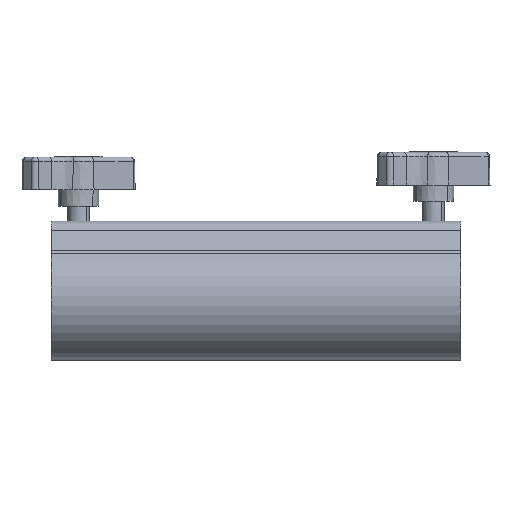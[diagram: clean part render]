
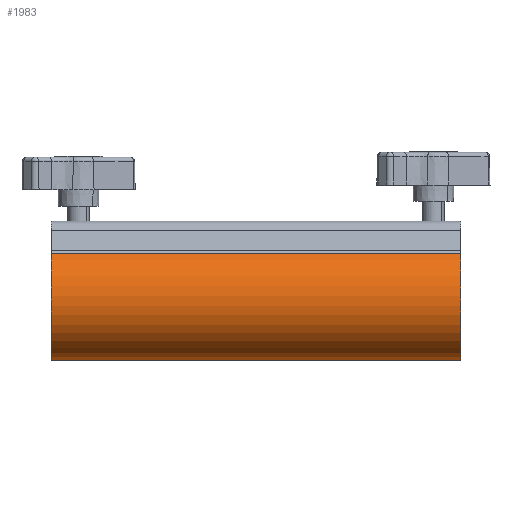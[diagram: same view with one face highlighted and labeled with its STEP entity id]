
A CAD part, left-side view. The second image highlights one B-rep face of the part: STEP entity #1983.
In plain terms, the highlighted cylindrical face has radius 22 mm (diameter 44 mm), a partial arc.
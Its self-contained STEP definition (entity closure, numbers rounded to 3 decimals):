
#1523 = CARTESIAN_POINT ( 'NONE',  ( 0., -75., 0. ) ) ;
#1983 = ADVANCED_FACE ( 'NONE', ( #17334 ), #41046, .T. ) ;
#3508 = ORIENTED_EDGE ( 'NONE', *, *, #45803, .F. ) ;
#5761 = VERTEX_POINT ( 'NONE', #42370 ) ;
#6591 = DIRECTION ( 'NONE',  ( 0., 0., 1. ) ) ;
#7456 = EDGE_CURVE ( 'NONE', #5761, #8945, #11562, .T. ) ;
#8945 = VERTEX_POINT ( 'NONE', #40989 ) ;
#9861 = VERTEX_POINT ( 'NONE', #56045 ) ;
#11562 = LINE ( 'NONE', #13591, #55521 ) ;
#12670 = DIRECTION ( 'NONE',  ( 0., 0., -1. ) ) ;
#12848 = DIRECTION ( 'NONE',  ( 0., -1., 0. ) ) ;
#13591 = CARTESIAN_POINT ( 'NONE',  ( -13.575, 75., 17.312 ) ) ;
#13666 = CARTESIAN_POINT ( 'NONE',  ( 0., 75., 0. ) ) ;
#17334 = FACE_OUTER_BOUND ( 'NONE', #34595, .T. ) ;
#18152 = EDGE_CURVE ( 'NONE', #41930, #9861, #38512, .T. ) ;
#18231 = DIRECTION ( 'NONE',  ( 0., 1., 0. ) ) ;
#18562 = AXIS2_PLACEMENT_3D ( 'NONE', #21764, #12848, #12670 ) ;
#21567 = ORIENTED_EDGE ( 'NONE', *, *, #28596, .T. ) ;
#21764 = CARTESIAN_POINT ( 'NONE',  ( 0., 75., 0. ) ) ;
#22210 = DIRECTION ( 'NONE',  ( 0., -1., 0. ) ) ;
#28596 = EDGE_CURVE ( 'NONE', #9861, #5761, #29707, .T. ) ;
#29707 = CIRCLE ( 'NONE', #48922, 22. ) ;
#30098 = VECTOR ( 'NONE', #22210, 1000. ) ;
#34595 = EDGE_LOOP ( 'NONE', ( #3508, #48473, #21567, #44744 ) ) ;
#38512 = LINE ( 'NONE', #53077, #30098 ) ;
#39690 = CIRCLE ( 'NONE', #46053, 22. ) ;
#40989 = CARTESIAN_POINT ( 'NONE',  ( -13.575, 75., 17.312 ) ) ;
#41046 = CYLINDRICAL_SURFACE ( 'NONE', #18562, 22. ) ;
#41930 = VERTEX_POINT ( 'NONE', #53307 ) ;
#42370 = CARTESIAN_POINT ( 'NONE',  ( -13.575, -75., 17.312 ) ) ;
#44744 = ORIENTED_EDGE ( 'NONE', *, *, #7456, .T. ) ;
#45803 = EDGE_CURVE ( 'NONE', #41930, #8945, #39690, .T. ) ;
#46053 = AXIS2_PLACEMENT_3D ( 'NONE', #13666, #49162, #53643 ) ;
#48473 = ORIENTED_EDGE ( 'NONE', *, *, #18152, .T. ) ;
#48922 = AXIS2_PLACEMENT_3D ( 'NONE', #1523, #55325, #6591 ) ;
#49162 = DIRECTION ( 'NONE',  ( 0., 1., 0. ) ) ;
#53077 = CARTESIAN_POINT ( 'NONE',  ( 0., 75., -22. ) ) ;
#53307 = CARTESIAN_POINT ( 'NONE',  ( 0., 75., -22. ) ) ;
#53643 = DIRECTION ( 'NONE',  ( 0., 0., 1. ) ) ;
#55325 = DIRECTION ( 'NONE',  ( 0., 1., 0. ) ) ;
#55521 = VECTOR ( 'NONE', #18231, 1000. ) ;
#56045 = CARTESIAN_POINT ( 'NONE',  ( 0., -75., -22. ) ) ;
